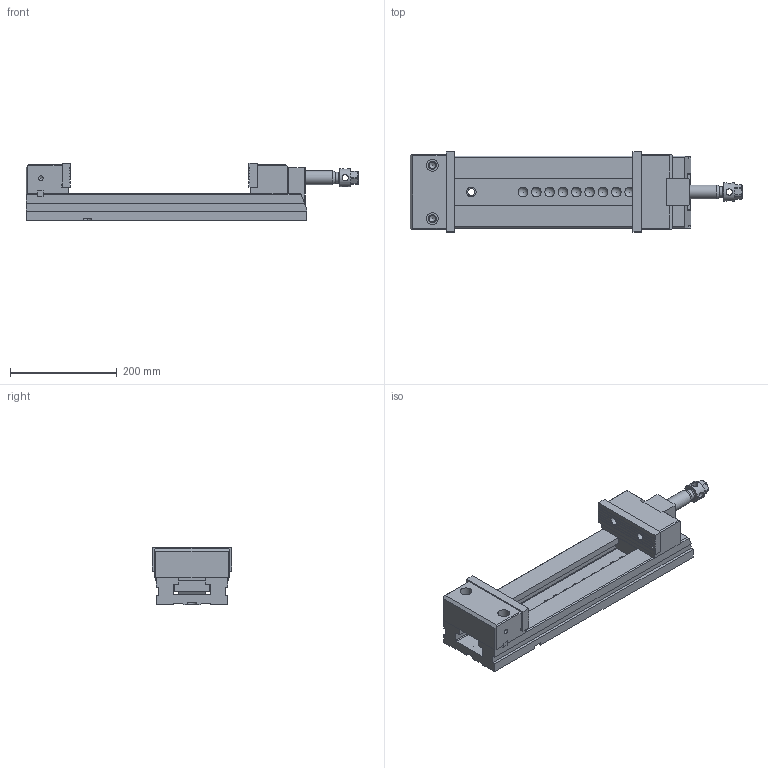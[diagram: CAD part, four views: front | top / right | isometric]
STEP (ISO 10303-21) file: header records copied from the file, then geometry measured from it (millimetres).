
FILE_DESCRIPTION(/* description */ (''),/* implementation_level */ '2;1');
FILE_NAME(/* name */ '29_150X_Mordaza.stp',/* time_stamp */ '2013-07-09T10:33:51+02:00',/* author */ (''),/* organization */ (''),/* preprocessor_version */ 'ST-DEVELOPER v11',/* originating_system */ 'SIEMENS PLM Software NX 7.5',/* authorisation */ '');
FILE_SCHEMA (('AUTOMOTIVE_DESIGN { 1 0 10303 214 1 1 1 1 }'));
Length unit declared in the file: millimetre
Products named in the file (1): 29_150X_Mordaza
Bounding box: 622.8 x 150 x 108 mm (x, y, z)
Volume: 3839895.6 mm3; surface area: 500499.9 mm2
Topology: 12 solids, 12 shells, 420 faces, 1152 edges, 762 vertices
Faces by surface type: plane 272, cylinder 89, cone 35, sphere 15, torus 9
Full cylindrical faces by diameter (mm): 4.351 x1, 5.188 x5, 6.985 x4, 8.4 x4, 8.782 x2, 10.579 x4, 12 x4, 12.376 x2, 13 x6, 14 x4, 15 x2, 16 x2, 16.5 x1, 18 x2, 19 x4, 20 x3, 21.25 x1, 22 x2, 26 x1, 30 x2, 33.8 x1, 34 x3
Entity records: 15526 total; most frequent: CARTESIAN_POINT 2485, DIRECTION 2032, ORIENTED_EDGE 1930, EDGE_CURVE 965, VERTEX_POINT 701, AXIS2_PLACEMENT_3D 688, LINE 656, VECTOR 656
